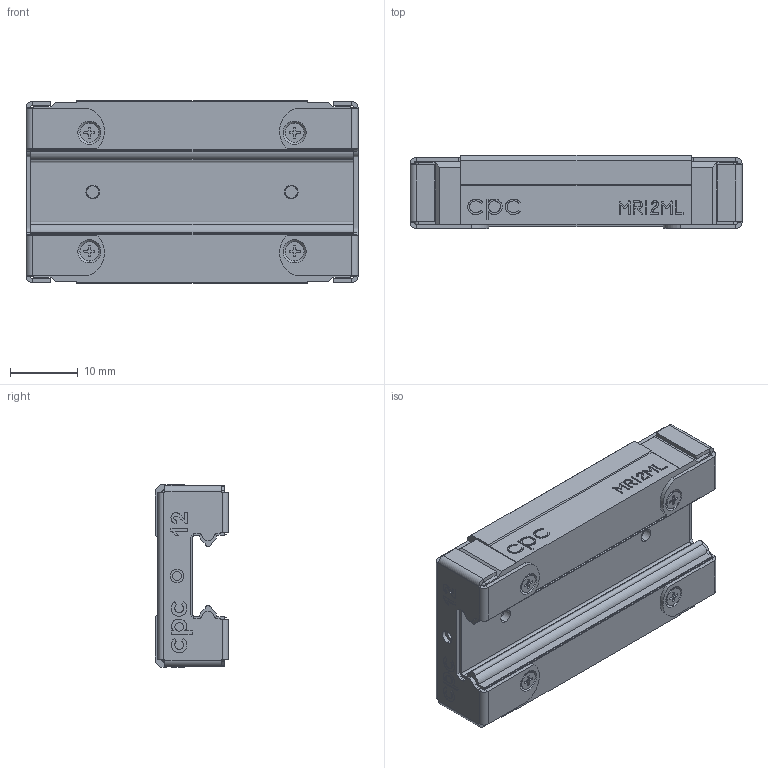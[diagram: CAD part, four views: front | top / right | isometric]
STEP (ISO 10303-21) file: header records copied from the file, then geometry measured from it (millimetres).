
FILE_DESCRIPTION (( 'STEP AP214' ), '1' );
FILE_NAME ('12ML-SUE_ZUE-BLOCK.STEP', '2012-10-31T02:06:20', ( '' ), ( '' ), 'SwSTEP 2.0', 'SolidWorks 2010', '' );
FILE_SCHEMA (( 'AUTOMOTIVE_DESIGN' ));
Length unit declared in the file: millimetre
Products named in the file (5): 12ML-SUE_ZUE; MR12M加強片-x6_Default; screwM1.4_預設; M2x0.4-screw-2_內六角; 12ML-SUE_ZUE-BLOCK
Assembly tree (9 placements, depth 2):
  12ML-SUE_ZUE-BLOCK
    M2x0.4-screw-2_內六角  x2
    12ML-SUE_ZUE
    screwM1.4_預設  x4
    MR12M加強片-x6_Default  x2
Bounding box: 49 x 10.8 x 27 mm (x, y, z)
Volume: 10414.6 mm3; surface area: 7524.3 mm2
Topology: 9 solids, 9 shells, 1119 faces, 2957 edges, 1926 vertices
Faces by surface type: plane 529, bspline 372, cylinder 158, cone 48, torus 12
Entity records: 46808 total; most frequent: CARTESIAN_POINT 28450, ORIENTED_EDGE 4184, DIRECTION 2698, EDGE_CURVE 2092, VERTEX_POINT 1372, VECTOR 1274, LINE 1274, EDGE_LOOP 860
